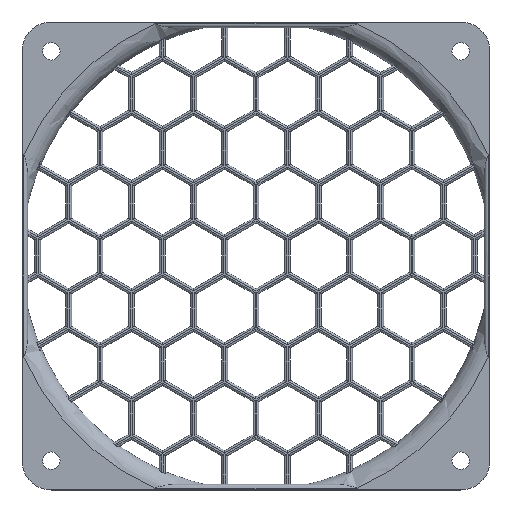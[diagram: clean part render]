
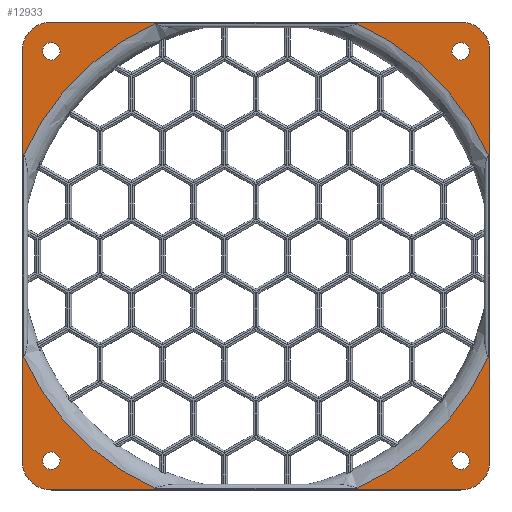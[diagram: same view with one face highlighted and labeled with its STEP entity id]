
A CAD part, top view. The second image highlights one B-rep face of the part: STEP entity #12933.
In plain terms, the highlighted planar face has unit normal (0, 0, 1).
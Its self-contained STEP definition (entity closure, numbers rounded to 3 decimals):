
#905=FACE_BOUND('',#2742,.T.);
#906=FACE_BOUND('',#2743,.T.);
#907=FACE_BOUND('',#2744,.T.);
#908=FACE_BOUND('',#2745,.T.);
#909=FACE_BOUND('',#2746,.T.);
#1242=PLANE('',#14044);
#1936=FACE_OUTER_BOUND('',#2741,.T.);
#2741=EDGE_LOOP('',(#11990,#11991,#11992,#11993,#11994,#11995,#11996,#11997));
#2742=EDGE_LOOP('',(#11998,#11999,#12000,#12001,#12002,#12003,#12004,#12005));
#2743=EDGE_LOOP('',(#12006));
#2744=EDGE_LOOP('',(#12007));
#2745=EDGE_LOOP('',(#12008));
#2746=EDGE_LOOP('',(#12009));
#4095=LINE('',#21993,#5447);
#4099=LINE('',#22002,#5451);
#4101=LINE('',#22017,#5453);
#4103=LINE('',#22028,#5455);
#4104=LINE('',#22032,#5456);
#4105=LINE('',#22039,#5457);
#4106=LINE('',#22043,#5458);
#4107=LINE('',#22046,#5459);
#5447=VECTOR('',#17551,10.);
#5451=VECTOR('',#17561,10.);
#5453=VECTOR('',#17569,10.);
#5455=VECTOR('',#17573,10.);
#5456=VECTOR('',#17576,10.);
#5457=VECTOR('',#17583,10.);
#5458=VECTOR('',#17586,10.);
#5459=VECTOR('',#17589,10.);
#5495=CIRCLE('',#12995,2.25);
#5497=CIRCLE('',#12999,2.25);
#5499=CIRCLE('',#13003,2.25);
#5501=CIRCLE('',#13007,2.25);
#5534=CIRCLE('',#14039,7.5);
#5535=CIRCLE('',#14042,7.5);
#5536=CIRCLE('',#14045,7.5);
#5537=CIRCLE('',#14046,7.5);
#5538=CIRCLE('',#14047,64.899);
#5539=CIRCLE('',#14048,64.899);
#5540=CIRCLE('',#14049,64.899);
#5541=CIRCLE('',#14050,64.899);
#5899=VERTEX_POINT('',#18345);
#5901=VERTEX_POINT('',#18353);
#5903=VERTEX_POINT('',#18361);
#5905=VERTEX_POINT('',#18369);
#6650=VERTEX_POINT('',#21990);
#6651=VERTEX_POINT('',#21992);
#6652=VERTEX_POINT('',#21996);
#6653=VERTEX_POINT('',#22000);
#6654=VERTEX_POINT('',#22004);
#6656=VERTEX_POINT('',#22009);
#6657=VERTEX_POINT('',#22016);
#6659=VERTEX_POINT('',#22027);
#6660=VERTEX_POINT('',#22029);
#6661=VERTEX_POINT('',#22031);
#6662=VERTEX_POINT('',#22034);
#6663=VERTEX_POINT('',#22036);
#6664=VERTEX_POINT('',#22038);
#6665=VERTEX_POINT('',#22040);
#6666=VERTEX_POINT('',#22042);
#6667=VERTEX_POINT('',#22044);
#7032=EDGE_CURVE('',#5899,#5899,#5495,.T.);
#7036=EDGE_CURVE('',#5901,#5901,#5497,.T.);
#7040=EDGE_CURVE('',#5903,#5903,#5499,.T.);
#7044=EDGE_CURVE('',#5905,#5905,#5501,.T.);
#8487=EDGE_CURVE('',#6651,#6650,#4095,.T.);
#8490=EDGE_CURVE('',#6650,#6652,#5534,.T.);
#8492=EDGE_CURVE('',#6652,#6653,#4099,.T.);
#8494=EDGE_CURVE('',#6653,#6654,#5535,.T.);
#8496=EDGE_CURVE('',#6656,#6657,#4101,.T.);
#8499=EDGE_CURVE('',#6654,#6659,#4103,.T.);
#8500=EDGE_CURVE('',#6659,#6660,#5536,.T.);
#8501=EDGE_CURVE('',#6660,#6661,#4104,.T.);
#8502=EDGE_CURVE('',#6661,#6651,#5537,.T.);
#8503=EDGE_CURVE('',#6657,#6662,#5538,.T.);
#8504=EDGE_CURVE('',#6663,#6656,#5539,.T.);
#8505=EDGE_CURVE('',#6664,#6663,#4105,.T.);
#8506=EDGE_CURVE('',#6665,#6664,#5540,.T.);
#8507=EDGE_CURVE('',#6666,#6665,#4106,.T.);
#8508=EDGE_CURVE('',#6667,#6666,#5541,.T.);
#8509=EDGE_CURVE('',#6662,#6667,#4107,.T.);
#11990=ORIENTED_EDGE('',*,*,#8494,.T.);
#11991=ORIENTED_EDGE('',*,*,#8499,.T.);
#11992=ORIENTED_EDGE('',*,*,#8500,.T.);
#11993=ORIENTED_EDGE('',*,*,#8501,.T.);
#11994=ORIENTED_EDGE('',*,*,#8502,.T.);
#11995=ORIENTED_EDGE('',*,*,#8487,.T.);
#11996=ORIENTED_EDGE('',*,*,#8490,.T.);
#11997=ORIENTED_EDGE('',*,*,#8492,.T.);
#11998=ORIENTED_EDGE('',*,*,#8503,.F.);
#11999=ORIENTED_EDGE('',*,*,#8496,.F.);
#12000=ORIENTED_EDGE('',*,*,#8504,.F.);
#12001=ORIENTED_EDGE('',*,*,#8505,.F.);
#12002=ORIENTED_EDGE('',*,*,#8506,.F.);
#12003=ORIENTED_EDGE('',*,*,#8507,.F.);
#12004=ORIENTED_EDGE('',*,*,#8508,.F.);
#12005=ORIENTED_EDGE('',*,*,#8509,.F.);
#12006=ORIENTED_EDGE('',*,*,#7044,.T.);
#12007=ORIENTED_EDGE('',*,*,#7040,.T.);
#12008=ORIENTED_EDGE('',*,*,#7036,.T.);
#12009=ORIENTED_EDGE('',*,*,#7032,.T.);
#12933=ADVANCED_FACE('',(#1936,#905,#906,#907,#908,#909),#1242,.T.);
#12995=AXIS2_PLACEMENT_3D('',#18346,#14461,#14462);
#12999=AXIS2_PLACEMENT_3D('',#18354,#14471,#14472);
#13003=AXIS2_PLACEMENT_3D('',#18362,#14481,#14482);
#13007=AXIS2_PLACEMENT_3D('',#18370,#14491,#14492);
#14039=AXIS2_PLACEMENT_3D('',#21998,#17556,#17557);
#14042=AXIS2_PLACEMENT_3D('',#22006,#17565,#17566);
#14044=AXIS2_PLACEMENT_3D('',#22026,#17571,#17572);
#14045=AXIS2_PLACEMENT_3D('',#22030,#17574,#17575);
#14046=AXIS2_PLACEMENT_3D('',#22033,#17577,#17578);
#14047=AXIS2_PLACEMENT_3D('',#22035,#17579,#17580);
#14048=AXIS2_PLACEMENT_3D('',#22037,#17581,#17582);
#14049=AXIS2_PLACEMENT_3D('',#22041,#17584,#17585);
#14050=AXIS2_PLACEMENT_3D('',#22045,#17587,#17588);
#14461=DIRECTION('center_axis',(0.,0.,-1.));
#14462=DIRECTION('ref_axis',(1.,0.,0.));
#14471=DIRECTION('center_axis',(0.,0.,-1.));
#14472=DIRECTION('ref_axis',(1.,0.,0.));
#14481=DIRECTION('center_axis',(0.,0.,-1.));
#14482=DIRECTION('ref_axis',(1.,0.,0.));
#14491=DIRECTION('center_axis',(0.,0.,-1.));
#14492=DIRECTION('ref_axis',(1.,0.,0.));
#17551=DIRECTION('',(0.,1.,0.));
#17556=DIRECTION('center_axis',(0.,0.,1.));
#17557=DIRECTION('ref_axis',(1.,0.,0.));
#17561=DIRECTION('',(-1.,0.,0.));
#17565=DIRECTION('center_axis',(0.,0.,1.));
#17566=DIRECTION('ref_axis',(0.,1.,0.));
#17569=DIRECTION('',(0.,1.,0.));
#17571=DIRECTION('center_axis',(0.,0.,1.));
#17572=DIRECTION('ref_axis',(1.,0.,0.));
#17573=DIRECTION('',(0.,-1.,0.));
#17574=DIRECTION('center_axis',(0.,0.,1.));
#17575=DIRECTION('ref_axis',(-1.,0.,0.));
#17576=DIRECTION('',(1.,0.,0.));
#17577=DIRECTION('center_axis',(0.,0.,1.));
#17578=DIRECTION('ref_axis',(0.,-1.,0.));
#17579=DIRECTION('center_axis',(0.,0.,1.));
#17580=DIRECTION('ref_axis',(-0.707,-0.707,0.));
#17581=DIRECTION('center_axis',(0.,0.,1.));
#17582=DIRECTION('ref_axis',(-0.707,0.707,0.));
#17583=DIRECTION('',(1.,0.,0.));
#17584=DIRECTION('center_axis',(0.,0.,1.));
#17585=DIRECTION('ref_axis',(0.707,0.707,0.));
#17586=DIRECTION('',(0.,-1.,0.));
#17587=DIRECTION('center_axis',(0.,0.,1.));
#17588=DIRECTION('ref_axis',(0.707,-0.707,0.));
#17589=DIRECTION('',(-1.,0.,0.));
#18345=CARTESIAN_POINT('',(-54.75,52.5,4.));
#18346=CARTESIAN_POINT('Origin',(-52.5,52.5,4.));
#18353=CARTESIAN_POINT('',(-54.75,-52.5,4.));
#18354=CARTESIAN_POINT('Origin',(-52.5,-52.5,4.));
#18361=CARTESIAN_POINT('',(50.25,52.5,4.));
#18362=CARTESIAN_POINT('Origin',(52.5,52.5,4.));
#18369=CARTESIAN_POINT('',(50.25,-52.5,4.));
#18370=CARTESIAN_POINT('Origin',(52.5,-52.5,4.));
#21990=CARTESIAN_POINT('',(60.,52.5,4.));
#21992=CARTESIAN_POINT('',(60.,-52.5,4.));
#21993=CARTESIAN_POINT('',(60.,52.5,4.));
#21996=CARTESIAN_POINT('',(52.5,60.,4.));
#21998=CARTESIAN_POINT('Origin',(52.5,52.5,4.));
#22000=CARTESIAN_POINT('',(-52.5,60.,4.));
#22002=CARTESIAN_POINT('',(-52.5,60.,4.));
#22004=CARTESIAN_POINT('',(-60.,52.5,4.));
#22006=CARTESIAN_POINT('Origin',(-52.5,52.5,4.));
#22009=CARTESIAN_POINT('',(59.5,-25.916,4.));
#22016=CARTESIAN_POINT('',(59.5,25.916,4.));
#22017=CARTESIAN_POINT('',(59.5,6.666,4.));
#22026=CARTESIAN_POINT('Origin',(0.,0.,4.));
#22027=CARTESIAN_POINT('',(-60.,-52.5,4.));
#22028=CARTESIAN_POINT('',(-60.,-52.5,4.));
#22029=CARTESIAN_POINT('',(-52.5,-60.,4.));
#22030=CARTESIAN_POINT('Origin',(-52.5,-52.5,4.));
#22031=CARTESIAN_POINT('',(52.5,-60.,4.));
#22032=CARTESIAN_POINT('',(52.5,-60.,4.));
#22033=CARTESIAN_POINT('Origin',(52.5,-52.5,4.));
#22034=CARTESIAN_POINT('',(25.916,59.5,4.));
#22035=CARTESIAN_POINT('Origin',(0.,0.,4.));
#22036=CARTESIAN_POINT('',(25.916,-59.5,4.));
#22037=CARTESIAN_POINT('Origin',(0.,0.,4.));
#22038=CARTESIAN_POINT('',(-25.916,-59.5,4.));
#22039=CARTESIAN_POINT('',(6.666,-59.5,4.));
#22040=CARTESIAN_POINT('',(-59.5,-25.916,4.));
#22041=CARTESIAN_POINT('Origin',(0.,0.,4.));
#22042=CARTESIAN_POINT('',(-59.5,25.916,4.));
#22043=CARTESIAN_POINT('',(-59.5,-6.666,4.));
#22044=CARTESIAN_POINT('',(-25.916,59.5,4.));
#22045=CARTESIAN_POINT('Origin',(0.,0.,4.));
#22046=CARTESIAN_POINT('',(-6.666,59.5,4.));
